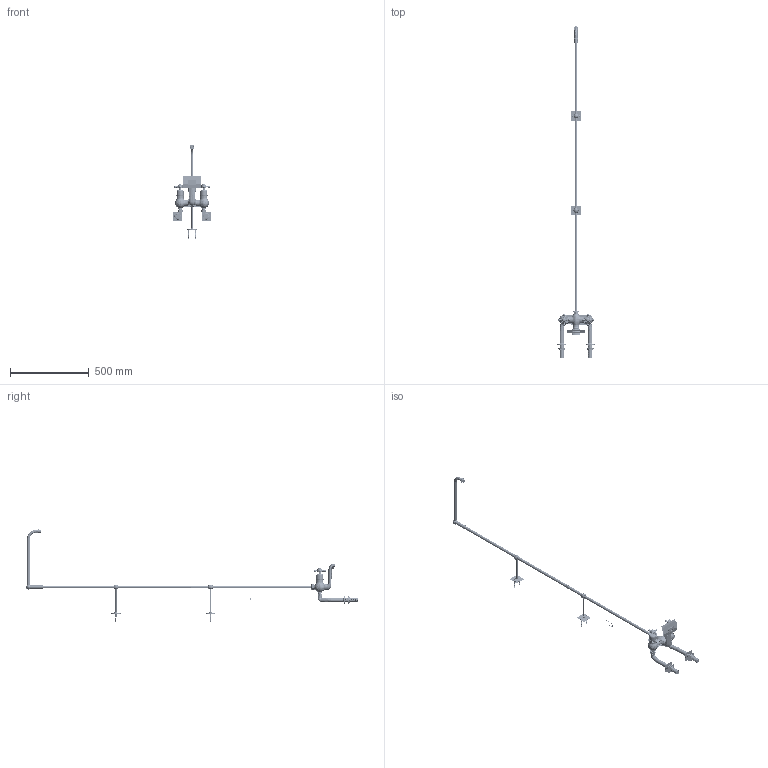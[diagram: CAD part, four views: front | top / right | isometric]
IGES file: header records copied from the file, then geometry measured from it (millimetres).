
Start section:  PTC IGES file: t2ds-sl0007-20.igs
Global section: file name: t2ds-sl0007-20.igs; native system: Creo Parametric by PTC Inc.; preprocessor: 2014500; author: Administrator; organization: Unknown; date: 20210702.141604; units: inch
Bounding box: 236.78 x 2105.46 x 593.61 mm (x, y, z)
Volume: 2614477.8 mm3; surface area: 10953945.2 mm2
Topology: 122 solids, 148 shells, 11932 faces, 84601 edges, 123017 vertices
Faces by surface type: revolution 7544, bspline 4384, extrusion 4
